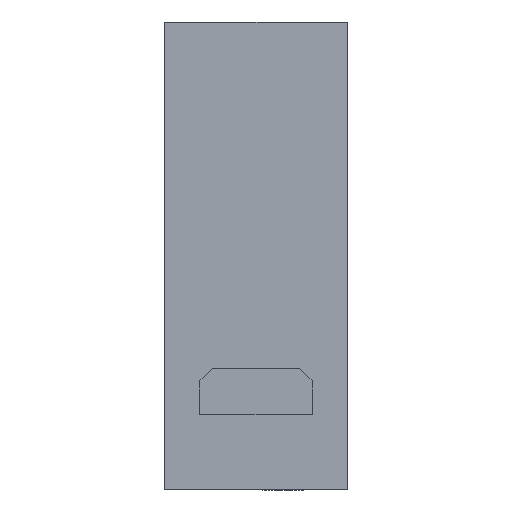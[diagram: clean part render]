
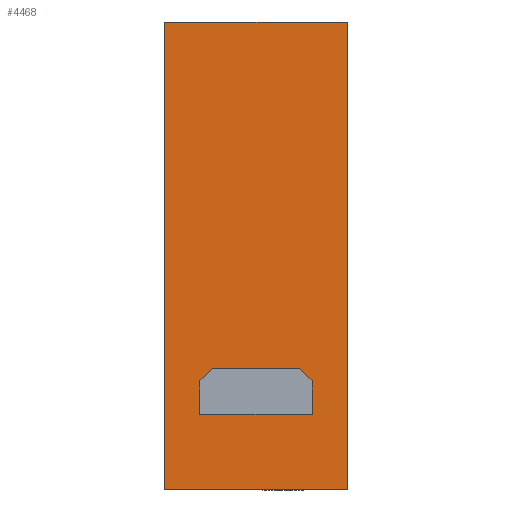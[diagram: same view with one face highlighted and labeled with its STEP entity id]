
A CAD part, front view. The second image highlights one B-rep face of the part: STEP entity #4468.
In plain terms, the highlighted planar face has unit normal (0, -1, 0).
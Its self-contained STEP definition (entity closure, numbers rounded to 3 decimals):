
#3793=FACE_BOUND('',#6737,.T.);
#3794=FACE_BOUND('',#6738,.T.);
#4468=ADVANCED_FACE('',(#3793,#3794),#5301,.T.);
#5301=PLANE('',#24372);
#6737=EDGE_LOOP('',(#9397,#9398,#9399,#9400));
#6738=EDGE_LOOP('',(#9401,#9402,#9403,#9404,#9405,#9406));
#9397=ORIENTED_EDGE('',*,*,#14548,.F.);
#9398=ORIENTED_EDGE('',*,*,#14114,.F.);
#9399=ORIENTED_EDGE('',*,*,#14208,.T.);
#9400=ORIENTED_EDGE('',*,*,#14699,.T.);
#9401=ORIENTED_EDGE('',*,*,#14510,.T.);
#9402=ORIENTED_EDGE('',*,*,#14495,.T.);
#9403=ORIENTED_EDGE('',*,*,#14498,.T.);
#9404=ORIENTED_EDGE('',*,*,#14502,.T.);
#9405=ORIENTED_EDGE('',*,*,#14505,.T.);
#9406=ORIENTED_EDGE('',*,*,#14508,.T.);
#12439=VERTEX_POINT('',#32634);
#12440=VERTEX_POINT('',#32636);
#12531=VERTEX_POINT('',#32957);
#12742=VERTEX_POINT('',#33635);
#12743=VERTEX_POINT('',#33637);
#12744=VERTEX_POINT('',#33641);
#12747=VERTEX_POINT('',#33649);
#12749=VERTEX_POINT('',#33655);
#12751=VERTEX_POINT('',#33661);
#12785=VERTEX_POINT('',#33742);
#14114=EDGE_CURVE('',#12439,#12440,#19049,.T.);
#14208=EDGE_CURVE('',#12439,#12531,#19096,.T.);
#14495=EDGE_CURVE('',#12743,#12742,#19339,.T.);
#14498=EDGE_CURVE('',#12742,#12744,#19342,.T.);
#14502=EDGE_CURVE('',#12744,#12747,#19346,.T.);
#14505=EDGE_CURVE('',#12747,#12749,#19349,.T.);
#14508=EDGE_CURVE('',#12749,#12751,#19352,.T.);
#14510=EDGE_CURVE('',#12751,#12743,#19354,.T.);
#14548=EDGE_CURVE('',#12440,#12785,#19378,.T.);
#14699=EDGE_CURVE('',#12531,#12785,#19484,.T.);
#19049=LINE('',#32635,#20929);
#19096=LINE('',#32958,#20976);
#19339=LINE('',#33636,#21219);
#19342=LINE('',#33643,#21222);
#19346=LINE('',#33650,#21226);
#19349=LINE('',#33656,#21229);
#19352=LINE('',#33662,#21232);
#19354=LINE('',#33666,#21234);
#19378=LINE('',#33741,#21258);
#19484=LINE('',#34096,#21364);
#20929=VECTOR('',#26209,1.);
#20976=VECTOR('',#26288,1.);
#21219=VECTOR('',#26627,1.);
#21222=VECTOR('',#26632,1.);
#21226=VECTOR('',#26638,1.);
#21229=VECTOR('',#26643,1.);
#21232=VECTOR('',#26648,1.);
#21234=VECTOR('',#26654,1.);
#21258=VECTOR('',#26714,1.);
#21364=VECTOR('',#27072,1.);
#24372=AXIS2_PLACEMENT_3D('',#34097,#27073,#27074);
#26209=DIRECTION('',(0.,0.,1.));
#26288=DIRECTION('',(1.,0.,0.));
#26627=DIRECTION('',(0.,0.,1.));
#26632=DIRECTION('',(0.707,0.,0.707));
#26638=DIRECTION('',(1.,0.,0.));
#26643=DIRECTION('',(0.707,0.,-0.707));
#26648=DIRECTION('',(0.,0.,-1.));
#26654=DIRECTION('',(-1.,0.,0.));
#26714=DIRECTION('',(1.,0.,0.));
#27072=DIRECTION('',(0.,0.,1.));
#27073=DIRECTION('',(0.,-1.,0.));
#27074=DIRECTION('',(-1.,0.,0.));
#32634=CARTESIAN_POINT('',(-7.326,-17.759,-6.));
#32635=CARTESIAN_POINT('',(-7.326,-17.759,-6.));
#32636=CARTESIAN_POINT('',(-7.326,-17.759,31.5));
#32957=CARTESIAN_POINT('',(7.324,-17.759,-6.));
#32958=CARTESIAN_POINT('',(-7.326,-17.759,-6.));
#33635=CARTESIAN_POINT('',(-4.501,-17.759,2.7));
#33636=CARTESIAN_POINT('',(-4.501,-17.759,0.));
#33637=CARTESIAN_POINT('',(-4.501,-17.759,0.));
#33641=CARTESIAN_POINT('',(-3.501,-17.759,3.7));
#33643=CARTESIAN_POINT('',(-4.501,-17.759,2.7));
#33649=CARTESIAN_POINT('',(3.499,-17.759,3.7));
#33650=CARTESIAN_POINT('',(-3.501,-17.759,3.7));
#33655=CARTESIAN_POINT('',(4.499,-17.759,2.7));
#33656=CARTESIAN_POINT('',(3.499,-17.759,3.7));
#33661=CARTESIAN_POINT('',(4.499,-17.759,0.));
#33662=CARTESIAN_POINT('',(4.499,-17.759,2.7));
#33666=CARTESIAN_POINT('',(4.499,-17.759,0.));
#33741=CARTESIAN_POINT('',(-6.826,-17.759,31.5));
#33742=CARTESIAN_POINT('',(7.324,-17.759,31.5));
#34096=CARTESIAN_POINT('',(7.324,-17.759,-6.));
#34097=CARTESIAN_POINT('',(7.424,-17.759,31.6));
